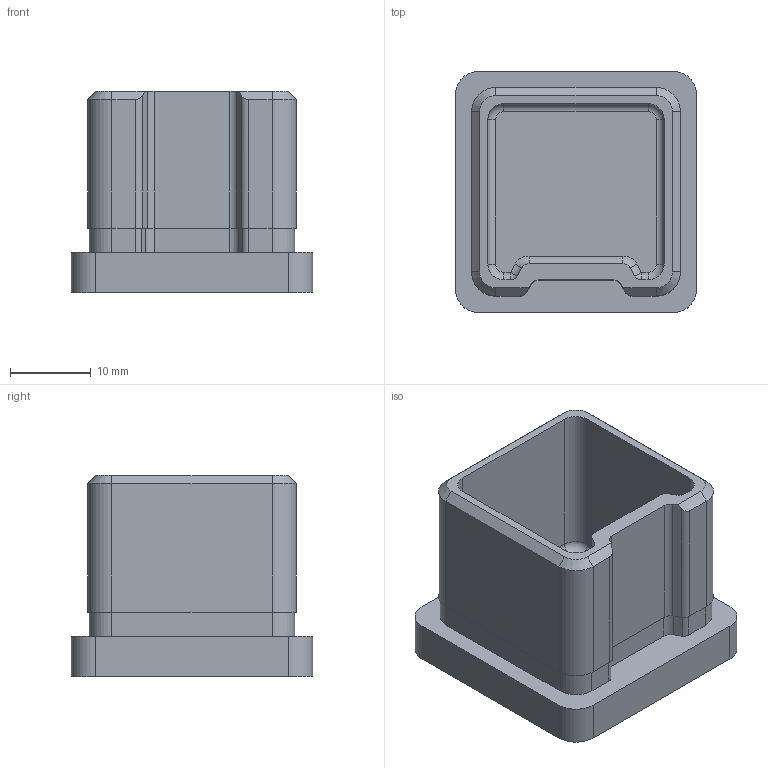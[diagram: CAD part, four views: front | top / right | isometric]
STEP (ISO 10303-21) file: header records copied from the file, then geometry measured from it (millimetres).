
FILE_DESCRIPTION (( 'STEP AP203' ), '1' );
FILE_NAME ('A_4732-030.STEP', '2019-01-09T11:59:03', ( '' ), ( '' ), 'SwSTEP 2.0', 'SolidWorks 2018', '' );
FILE_SCHEMA (( 'CONFIG_CONTROL_DESIGN' ));
Length unit declared in the file: millimetre
Products named in the file (1): A_4732-030
Bounding box: 30 x 30 x 25 mm (x, y, z)
Volume: 8208.4 mm3; surface area: 6032.9 mm2
Topology: 1 solids, 1 shells, 86 faces, 219 edges, 136 vertices
Faces by surface type: plane 38, cylinder 36, torus 6, cone 4, sphere 2
Entity records: 2650 total; most frequent: DIRECTION 469, CARTESIAN_POINT 446, ORIENTED_EDGE 434, EDGE_CURVE 217, AXIS2_PLACEMENT_3D 167, VERTEX_POINT 136, LINE 135, VECTOR 135
